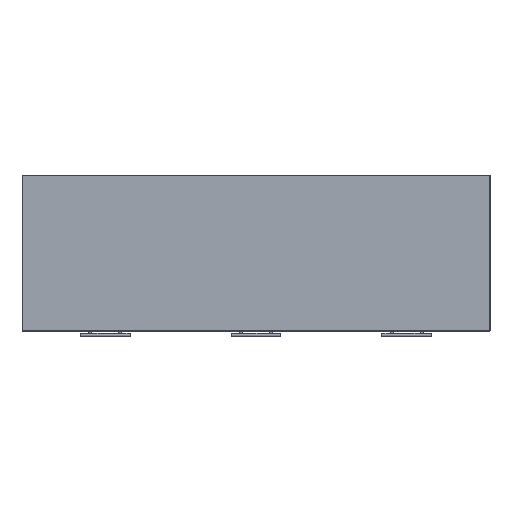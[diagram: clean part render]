
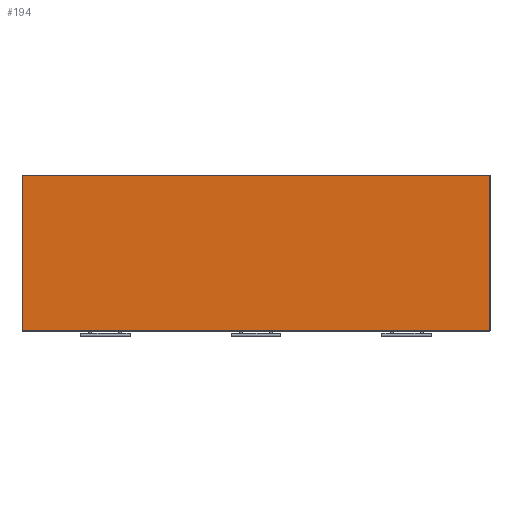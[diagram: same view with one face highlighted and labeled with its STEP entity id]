
A CAD part, top view. The second image highlights one B-rep face of the part: STEP entity #194.
In plain terms, the highlighted face is planar.
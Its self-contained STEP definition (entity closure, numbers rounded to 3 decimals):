
#194=ADVANCED_FACE('',(#327),#1832,.T.);
#327=FACE_OUTER_BOUND('',#455,.T.);
#455=EDGE_LOOP('',(#606,#607,#608,#609));
#606=ORIENTED_EDGE('',*,*,#1132,.F.);
#607=ORIENTED_EDGE('',*,*,#1133,.F.);
#608=ORIENTED_EDGE('',*,*,#1134,.F.);
#609=ORIENTED_EDGE('',*,*,#1131,.F.);
#1131=EDGE_CURVE('',#1656,#1657,#1426,.T.);
#1132=EDGE_CURVE('',#1658,#1656,#1427,.T.);
#1133=EDGE_CURVE('',#1659,#1658,#1428,.T.);
#1134=EDGE_CURVE('',#1657,#1659,#1429,.T.);
#1426=B_SPLINE_CURVE_WITH_KNOTS('',1,(#2780,#2781),.UNSPECIFIED.,.F.,.F.,
(2,2),(-498.,0.),.UNSPECIFIED.);
#1427=B_SPLINE_CURVE_WITH_KNOTS('',1,(#2782,#2783),.UNSPECIFIED.,.F.,.F.,
(2,2),(-1498.,0.),.UNSPECIFIED.);
#1428=B_SPLINE_CURVE_WITH_KNOTS('',1,(#2784,#2785),.UNSPECIFIED.,.F.,.F.,
(2,2),(-498.,0.),.UNSPECIFIED.);
#1429=B_SPLINE_CURVE_WITH_KNOTS('',1,(#2786,#2787),.UNSPECIFIED.,.F.,.F.,
(2,2),(-1498.,0.),.UNSPECIFIED.);
#1656=VERTEX_POINT('',#2726);
#1657=VERTEX_POINT('',#2727);
#1658=VERTEX_POINT('',#2728);
#1659=VERTEX_POINT('',#2729);
#1832=PLANE('',#2117);
#2117=AXIS2_PLACEMENT_3D('',#2417,#2260,$);
#2260=DIRECTION('',(0.,1.,0.));
#2417=CARTESIAN_POINT('',(-898.8,90.,298.8));
#2726=CARTESIAN_POINT('',(749.,90.,-249.));
#2727=CARTESIAN_POINT('',(749.,90.,249.));
#2728=CARTESIAN_POINT('',(-749.,90.,-249.));
#2729=CARTESIAN_POINT('',(-749.,90.,249.));
#2780=CARTESIAN_POINT('',(749.,90.,-249.));
#2781=CARTESIAN_POINT('',(749.,90.,249.));
#2782=CARTESIAN_POINT('',(-749.,90.,-249.));
#2783=CARTESIAN_POINT('',(749.,90.,-249.));
#2784=CARTESIAN_POINT('',(-749.,90.,249.));
#2785=CARTESIAN_POINT('',(-749.,90.,-249.));
#2786=CARTESIAN_POINT('',(749.,90.,249.));
#2787=CARTESIAN_POINT('',(-749.,90.,249.));
